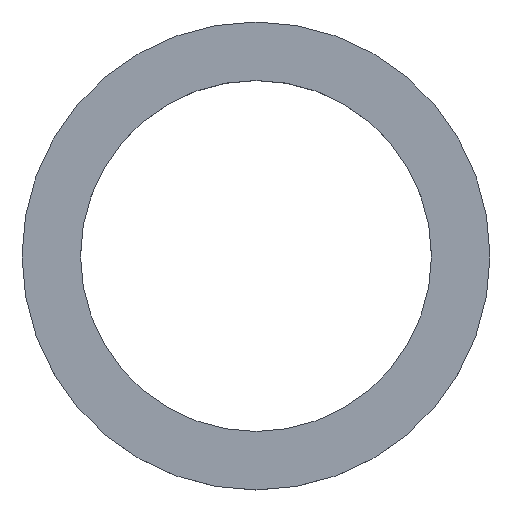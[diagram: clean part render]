
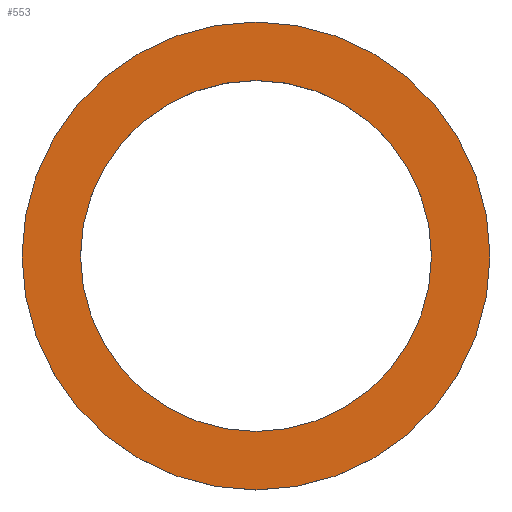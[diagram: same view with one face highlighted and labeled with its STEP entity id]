
A CAD part, top view. The second image highlights one B-rep face of the part: STEP entity #553.
In plain terms, the highlighted planar face has unit normal (0, 0, 1).
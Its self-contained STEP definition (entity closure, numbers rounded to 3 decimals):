
#112=PLANE('',#607);
#136=ORIENTED_EDGE('',*,*,#289,.F.);
#137=ORIENTED_EDGE('',*,*,#291,.F.);
#289=EDGE_CURVE('',#367,#367,#421,.F.);
#291=EDGE_CURVE('',#369,#369,#423,.T.);
#367=VERTEX_POINT('',#867);
#369=VERTEX_POINT('',#872);
#421=CIRCLE('',#603,36.);
#423=CIRCLE('',#606,27.);
#458=EDGE_LOOP('',(#136));
#459=EDGE_LOOP('',(#137));
#500=FACE_BOUND('',#458,.T.);
#501=FACE_BOUND('',#459,.T.);
#553=ADVANCED_FACE('',(#500,#501),#112,.T.);
#603=AXIS2_PLACEMENT_3D('',#866,#680,#681);
#606=AXIS2_PLACEMENT_3D('',#871,#686,#687);
#607=AXIS2_PLACEMENT_3D('',#873,#688,#689);
#680=DIRECTION('',(0.,0.,1.));
#681=DIRECTION('',(1.,0.,0.));
#686=DIRECTION('',(0.,0.,1.));
#687=DIRECTION('',(1.,0.,0.));
#688=DIRECTION('',(0.,0.,1.));
#689=DIRECTION('',(1.,0.,0.));
#866=CARTESIAN_POINT('',(0.,0.,7.25));
#867=CARTESIAN_POINT('',(36.,0.,7.25));
#871=CARTESIAN_POINT('',(0.,0.,7.25));
#872=CARTESIAN_POINT('',(27.,0.,7.25));
#873=CARTESIAN_POINT('',(0.,0.,7.25));
